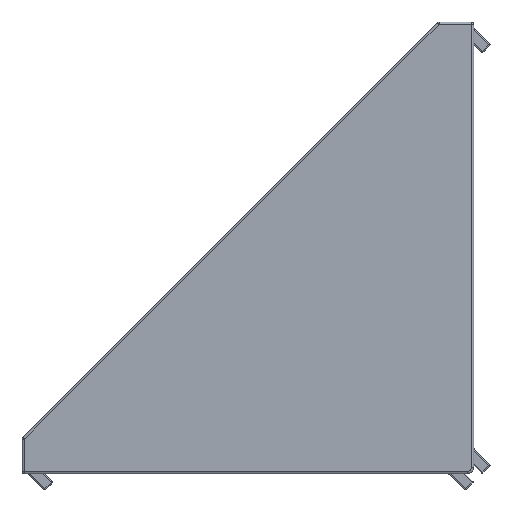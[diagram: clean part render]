
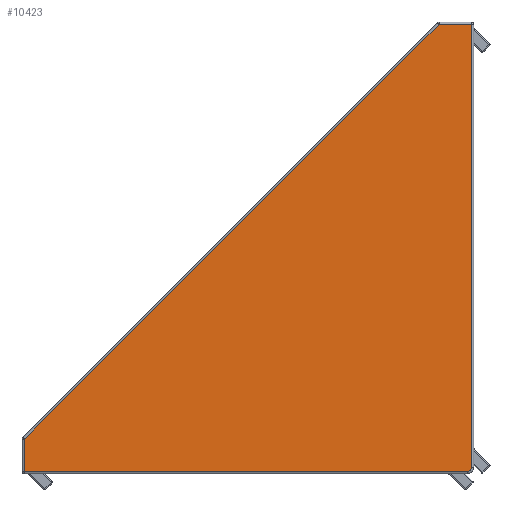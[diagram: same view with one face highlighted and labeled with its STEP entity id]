
A CAD part, left-side view. The second image highlights one B-rep face of the part: STEP entity #10423.
In plain terms, the highlighted planar face has unit normal (-1, 0, 0).
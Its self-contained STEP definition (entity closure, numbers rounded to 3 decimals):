
#10254=CARTESIAN_POINT('',(0.0,0.2,0.5));
#10255=VERTEX_POINT('',#10254);
#10264=CARTESIAN_POINT('',(0.0,0.2,37.8));
#10265=VERTEX_POINT('',#10264);
#10273=CARTESIAN_POINT('',(0.0,0.2,37.8));
#10274=DIRECTION('',(0.0,0.0,-1.0));
#10275=VECTOR('',#10274,37.3);
#10276=LINE('',#10273,#10275);
#10277=EDGE_CURVE('',#10265,#10255,#10276,.T.);
#10287=CARTESIAN_POINT('',(0.0,0.5,0.2));
#10288=VERTEX_POINT('',#10287);
#10304=CARTESIAN_POINT('',(0.0,0.5,0.5));
#10305=DIRECTION('',(1.0,0.0,0.0));
#10306=DIRECTION('',(0.0,-0.707,-0.707));
#10307=AXIS2_PLACEMENT_3D('',#10304,#10305,#10306);
#10308=CIRCLE('',#10307,0.3);
#10309=EDGE_CURVE('',#10255,#10288,#10308,.T.);
#10319=CARTESIAN_POINT('',(0.0,37.8,0.2));
#10320=VERTEX_POINT('',#10319);
#10330=CARTESIAN_POINT('',(0.0,0.5,0.2));
#10331=DIRECTION('',(0.0,1.0,0.0));
#10332=VECTOR('',#10331,37.3);
#10333=LINE('',#10330,#10332);
#10334=EDGE_CURVE('',#10288,#10320,#10333,.T.);
#10379=CARTESIAN_POINT('',(0.0,37.8,2.917));
#10380=VERTEX_POINT('',#10379);
#10381=CARTESIAN_POINT('',(0.0,37.8,0.2));
#10382=DIRECTION('',(0.0,0.0,1.0));
#10383=VECTOR('',#10382,2.717);
#10384=LINE('',#10381,#10383);
#10385=EDGE_CURVE('',#10320,#10380,#10384,.T.);
#10398=CARTESIAN_POINT('',(0.0,14.108,14.108));
#10399=DIRECTION('',(1.0,0.0,0.0));
#10400=DIRECTION('',(0.0,0.0,-1.0));
#10401=AXIS2_PLACEMENT_3D('',#10398,#10399,#10400);
#10402=PLANE('',#10401);
#10403=ORIENTED_EDGE('',*,*,#10334,.F.);
#10404=ORIENTED_EDGE('',*,*,#10309,.F.);
#10405=ORIENTED_EDGE('',*,*,#10277,.F.);
#10406=CARTESIAN_POINT('',(0.0,2.917,37.8));
#10407=VERTEX_POINT('',#10406);
#10408=CARTESIAN_POINT('',(0.0,2.917,37.8));
#10409=DIRECTION('',(0.0,-1.0,0.0));
#10410=VECTOR('',#10409,2.717);
#10411=LINE('',#10408,#10410);
#10412=EDGE_CURVE('',#10407,#10265,#10411,.T.);
#10413=ORIENTED_EDGE('',*,*,#10412,.F.);
#10414=CARTESIAN_POINT('',(0.0,37.8,2.917));
#10415=DIRECTION('',(0.0,-0.707,0.707));
#10416=VECTOR('',#10415,49.332);
#10417=LINE('',#10414,#10416);
#10418=EDGE_CURVE('',#10380,#10407,#10417,.T.);
#10419=ORIENTED_EDGE('',*,*,#10418,.F.);
#10420=ORIENTED_EDGE('',*,*,#10385,.F.);
#10421=EDGE_LOOP('',(#10403,#10404,#10405,#10413,#10419,#10420));
#10422=FACE_OUTER_BOUND('',#10421,.T.);
#10423=ADVANCED_FACE('',(#10422),#10402,.F.);
